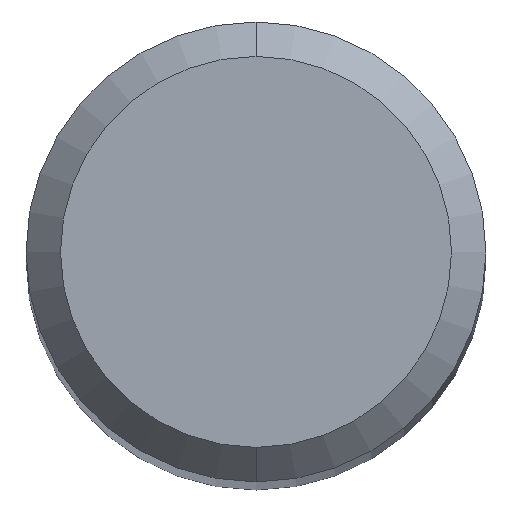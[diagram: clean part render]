
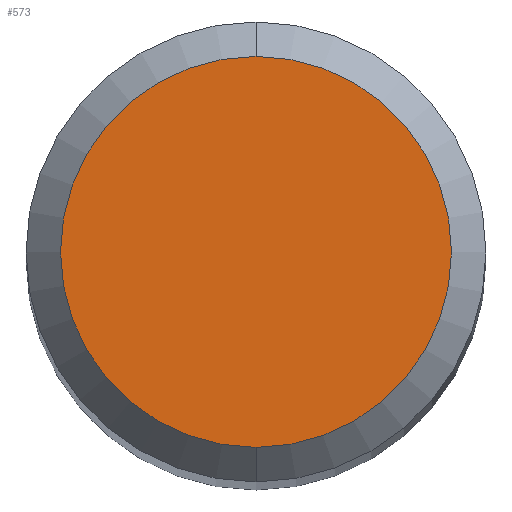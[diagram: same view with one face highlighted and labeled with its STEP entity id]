
A CAD part, top view. The second image highlights one B-rep face of the part: STEP entity #573.
In plain terms, the highlighted planar face has unit normal (0, 0, 1).
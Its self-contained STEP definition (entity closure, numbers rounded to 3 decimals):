
#483=EDGE_CURVE('',#667,#845,#1158,.T.);
#573=ADVANCED_FACE('',(#1258),#1259,.T.);
#667=VERTEX_POINT('',#1364);
#845=VERTEX_POINT('',#1558);
#981=EDGE_CURVE('',#845,#667,#1703,.T.);
#1158=CIRCLE('',#2310,1.7);
#1258=FACE_OUTER_BOUND('',#2590,.T.);
#1259=PLANE('',#2591);
#1364=CARTESIAN_POINT('',(0.0,1.7,0.0));
#1558=CARTESIAN_POINT('',(0.,-1.7,0.0));
#1703=CIRCLE('',#4113,1.7);
#2310=AXIS2_PLACEMENT_3D('',#4270,#4271,#4272);
#2590=EDGE_LOOP('',(#4426,#4427));
#2591=AXIS2_PLACEMENT_3D('',#4428,#4429,#4430);
#4113=AXIS2_PLACEMENT_3D('',#4908,#4909,#4910);
#4270=CARTESIAN_POINT('',(0.0,0.0,0.0));
#4271=DIRECTION('',(0.0,0.0,-1.0));
#4272=DIRECTION('',(0.0,1.0,0.0));
#4426=ORIENTED_EDGE('',*,*,#483,.F.);
#4427=ORIENTED_EDGE('',*,*,#981,.F.);
#4428=CARTESIAN_POINT('',(0.0,0.85,0.0));
#4429=DIRECTION('',(-0.0,0.0,1.0));
#4430=DIRECTION('',(0.0,-1.0,0.0));
#4908=CARTESIAN_POINT('',(0.0,0.0,0.0));
#4909=DIRECTION('',(0.0,0.0,-1.0));
#4910=DIRECTION('',(0.0,1.0,0.0));
